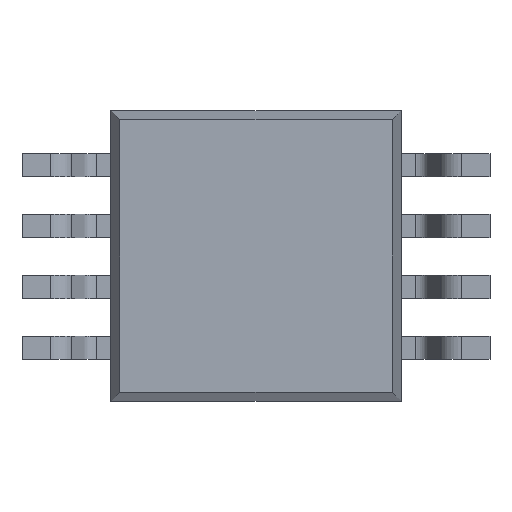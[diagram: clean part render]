
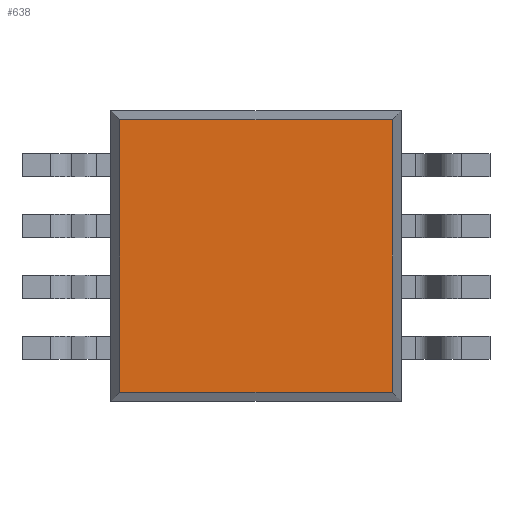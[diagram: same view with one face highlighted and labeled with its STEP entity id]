
A CAD part, front view. The second image highlights one B-rep face of the part: STEP entity #638.
In plain terms, the highlighted planar face has unit normal (0, -1, 0).
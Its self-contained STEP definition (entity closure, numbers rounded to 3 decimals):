
#14 = EDGE_LOOP ( 'NONE', ( #699, #210, #1211, #1366 ) ) ;
#25 = FACE_OUTER_BOUND ( 'NONE', #14, .T. ) ;
#93 = VECTOR ( 'NONE', #793, 1000. ) ;
#102 = VERTEX_POINT ( 'NONE', #324 ) ;
#128 = LINE ( 'NONE', #1038, #93 ) ;
#173 = AXIS2_PLACEMENT_3D ( 'NONE', #977, #1156, #924 ) ;
#210 = ORIENTED_EDGE ( 'NONE', *, *, #1467, .F. ) ;
#324 = CARTESIAN_POINT ( 'NONE',  ( -1.454, -0.5, 1.454 ) ) ;
#337 = VECTOR ( 'NONE', #1455, 1000. ) ;
#343 = CARTESIAN_POINT ( 'NONE',  ( -1.454, -0.5, -1.454 ) ) ;
#387 = EDGE_CURVE ( 'NONE', #1226, #102, #1180, .T. ) ;
#392 = CARTESIAN_POINT ( 'NONE',  ( -1.454, -0.5, 1.55 ) ) ;
#401 = CARTESIAN_POINT ( 'NONE',  ( 1.454, -0.5, 1.454 ) ) ;
#558 = PLANE ( 'NONE',  #173 ) ;
#638 = ADVANCED_FACE ( 'NONE', ( #25 ), #558, .F. ) ;
#642 = VERTEX_POINT ( 'NONE', #1010 ) ;
#699 = ORIENTED_EDGE ( 'NONE', *, *, #999, .F. ) ;
#730 = VERTEX_POINT ( 'NONE', #401 ) ;
#752 = EDGE_CURVE ( 'NONE', #642, #1226, #1395, .T. ) ;
#793 = DIRECTION ( 'NONE',  ( 0., 0., -1. ) ) ;
#829 = VECTOR ( 'NONE', #1238, 1000. ) ;
#924 = DIRECTION ( 'NONE',  ( 0., 0., 1. ) ) ;
#963 = CARTESIAN_POINT ( 'NONE',  ( -1.55, -0.5, -1.454 ) ) ;
#977 = CARTESIAN_POINT ( 'NONE',  ( -1.55, -0.5, 1.55 ) ) ;
#992 = DIRECTION ( 'NONE',  ( 1., 0., 0. ) ) ;
#999 = EDGE_CURVE ( 'NONE', #730, #642, #128, .T. ) ;
#1003 = CARTESIAN_POINT ( 'NONE',  ( -1.55, -0.5, 1.454 ) ) ;
#1010 = CARTESIAN_POINT ( 'NONE',  ( 1.454, -0.5, -1.454 ) ) ;
#1038 = CARTESIAN_POINT ( 'NONE',  ( 1.454, -0.5, 1.55 ) ) ;
#1147 = LINE ( 'NONE', #1003, #1416 ) ;
#1156 = DIRECTION ( 'NONE',  ( 0., 1., 0. ) ) ;
#1180 = LINE ( 'NONE', #392, #829 ) ;
#1211 = ORIENTED_EDGE ( 'NONE', *, *, #387, .F. ) ;
#1226 = VERTEX_POINT ( 'NONE', #343 ) ;
#1238 = DIRECTION ( 'NONE',  ( 0., 0., 1. ) ) ;
#1366 = ORIENTED_EDGE ( 'NONE', *, *, #752, .F. ) ;
#1395 = LINE ( 'NONE', #963, #337 ) ;
#1416 = VECTOR ( 'NONE', #992, 1000. ) ;
#1455 = DIRECTION ( 'NONE',  ( -1., 0., 0. ) ) ;
#1467 = EDGE_CURVE ( 'NONE', #102, #730, #1147, .T. ) ;
